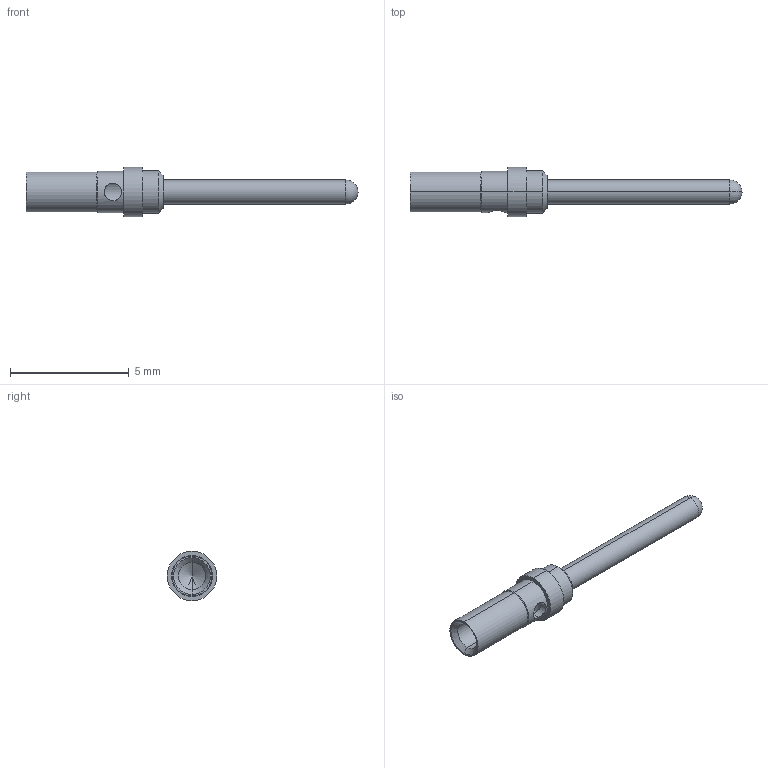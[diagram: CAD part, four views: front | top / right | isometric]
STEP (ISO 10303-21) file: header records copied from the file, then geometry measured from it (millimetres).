
FILE_DESCRIPTION (( 'STEP AP214' ), '1' );
FILE_NAME ('212-PINM-NM.STEP', '2023-03-27T07:33:12', ( '' ), ( '' ), 'SwSTEP 2.0', 'SolidWorks 2017', '' );
FILE_SCHEMA (( 'AUTOMOTIVE_DESIGN' ));
Length unit declared in the file: inch
Products named in the file (1): 212-PINM-NM
Bounding box: 13.97 x 2.08 x 2.08 mm (x, y, z)
Volume: 16 mm3; surface area: 77.5 mm2
Topology: 1 solids, 1 shells, 28 faces, 62 edges, 36 vertices
Faces by surface type: cylinder 14, cone 8, plane 4, sphere 2
Entity records: 806 total; most frequent: CARTESIAN_POINT 159, DIRECTION 140, ORIENTED_EDGE 112, AXIS2_PLACEMENT_3D 59, EDGE_CURVE 56, VERTEX_POINT 34, EDGE_LOOP 34, CIRCLE 30
